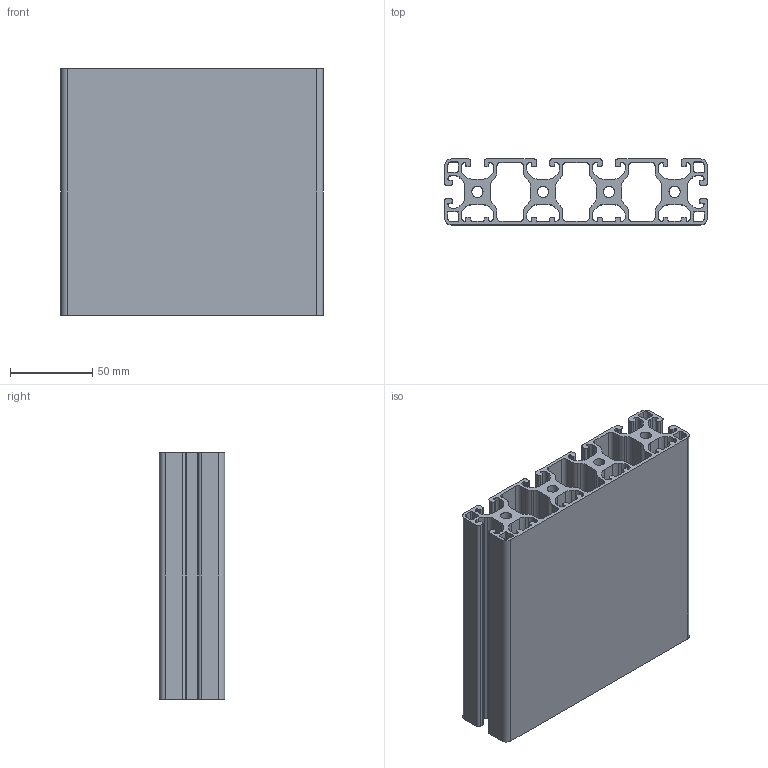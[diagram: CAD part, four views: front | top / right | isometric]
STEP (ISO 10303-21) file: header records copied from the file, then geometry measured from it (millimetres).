
FILE_DESCRIPTION(('FreeCAD Model'),'2;1');
FILE_NAME('Open CASCADE Shape Model','2024-03-19T09:23:45',(''),(''), 'Open CASCADE STEP processor 7.6','FreeCAD','Unknown');
FILE_SCHEMA(('AUTOMOTIVE_DESIGN { 1 0 10303 214 1 1 1 1 }'));
Length unit declared in the file: millimetre
Products named in the file (1): STI8-160404R
Bounding box: 160 x 40 x 150 mm (x, y, z)
Volume: 328279.2 mm3; surface area: 216850.7 mm2
Topology: 1 solids, 1 shells, 394 faces, 1176 edges, 784 vertices
Faces by surface type: cylinder 204, plane 190
Entity records: 29350 total; most frequent: CARTESIAN_POINT 5931, DIRECTION 4522, LINE 2712, VECTOR 2712, ORIENTED_EDGE 2352, PCURVE 2352, DEFINITIONAL_REPRESENTATION 2352, EDGE_CURVE 1176
